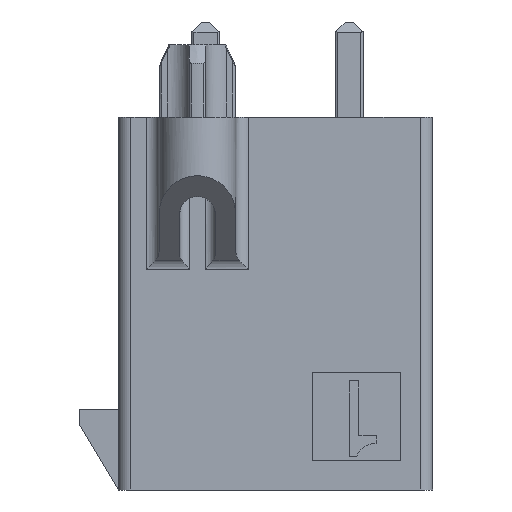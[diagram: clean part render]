
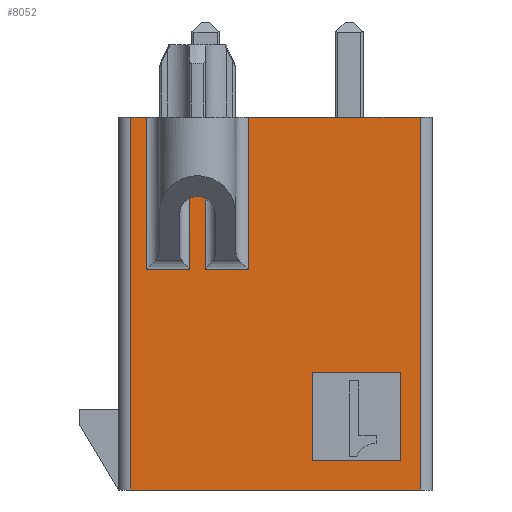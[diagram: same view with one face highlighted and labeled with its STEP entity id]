
A CAD part, left-side view. The second image highlights one B-rep face of the part: STEP entity #8052.
In plain terms, the highlighted planar face has unit normal (-1, 0, 0).
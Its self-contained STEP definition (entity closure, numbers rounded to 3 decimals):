
#22=DIRECTION('',(0.,1.,0.));
#23=VECTOR('',#22,11.484);
#24=CARTESIAN_POINT('',(-41.664,-2.419,-2.127));
#25=LINE('',#24,#23);
#169=DIRECTION('',(0.,0.,-1.));
#170=VECTOR('',#169,14.8);
#171=CARTESIAN_POINT('',(-41.664,-2.419,12.673));
#172=LINE('',#171,#170);
#177=DIRECTION('',(0.,1.,0.));
#178=VECTOR('',#177,0.605);
#179=CARTESIAN_POINT('',(-41.664,6.121,11.613));
#180=LINE('',#179,#178);
#181=DIRECTION('',(0.,0.,-1.));
#182=VECTOR('',#181,3.5);
#183=CARTESIAN_POINT('',(-41.664,-1.647,2.533));
#184=LINE('',#183,#182);
#185=DIRECTION('',(0.,-1.,0.));
#186=VECTOR('',#185,3.5);
#187=CARTESIAN_POINT('',(-41.664,1.853,2.533));
#188=LINE('',#187,#186);
#189=DIRECTION('',(0.,0.,1.));
#190=VECTOR('',#189,3.5);
#191=CARTESIAN_POINT('',(-41.664,1.853,
-0.967));
#192=LINE('',#191,#190);
#193=DIRECTION('',(0.,1.,0.));
#194=VECTOR('',#193,3.5);
#195=CARTESIAN_POINT('',(-41.664,-1.647,
-0.967));
#196=LINE('',#195,#194);
#213=DIRECTION('',(0.,0.,-1.));
#214=VECTOR('',#213,6.051);
#215=CARTESIAN_POINT('',(-41.664,8.449,12.673));
#216=LINE('',#215,#214);
#310=DIRECTION('',(0.,-1.,0.));
#311=VECTOR('',#310,6.818);
#312=CARTESIAN_POINT('',(-41.664,4.399,12.673));
#313=LINE('',#312,#311);
#373=DIRECTION('',(0.,-1.,0.));
#374=VECTOR('',#373,0.616);
#375=CARTESIAN_POINT('',(-41.664,9.065,12.673));
#376=LINE('',#375,#374);
#1334=DIRECTION('',(0.,0.,1.));
#1335=VECTOR('',#1334,6.051);
#1336=CARTESIAN_POINT('',(-41.664,4.399,6.622));
#1337=LINE('',#1336,#1335);
#1351=CARTESIAN_POINT('',(-41.664,4.399,6.622));
#1358=DIRECTION('',(0.,-1.,0.));
#1359=VECTOR('',#1358,1.722);
#1360=CARTESIAN_POINT('',(-41.664,6.121,6.622));
#1361=LINE('',#1360,#1359);
#1367=CARTESIAN_POINT('',(-41.664,6.121,6.622));
#1394=DIRECTION('',(0.,-1.,0.));
#1395=VECTOR('',#1394,1.722);
#1396=CARTESIAN_POINT('',(-41.664,8.449,6.622));
#1397=LINE('',#1396,#1395);
#1398=DIRECTION('',(0.,0.,1.));
#1399=VECTOR('',#1398,4.991);
#1400=CARTESIAN_POINT('',(-41.664,6.726,6.622));
#1401=LINE('',#1400,#1399);
#1473=DIRECTION('',(0.,0.,-1.));
#1474=VECTOR('',#1473,4.991);
#1475=CARTESIAN_POINT('',(-41.664,6.121,11.613));
#1476=LINE('',#1475,#1474);
#1968=DIRECTION('',(0.,0.,1.));
#1969=VECTOR('',#1968,14.8);
#1970=CARTESIAN_POINT('',(-41.664,9.065,-2.127));
#1971=LINE('',#1970,#1969);
#6153=CARTESIAN_POINT('',(-41.664,1.853,2.533));
#6155=VERTEX_POINT('',#6153);
#6158=CARTESIAN_POINT('',(-41.664,1.853,
-0.967));
#6159=VERTEX_POINT('',#6158);
#6160=CARTESIAN_POINT('',(-41.664,6.726,6.622));
#6161=CARTESIAN_POINT('',(-41.664,6.726,11.613));
#6162=VERTEX_POINT('',#6160);
#6163=VERTEX_POINT('',#6161);
#6243=CARTESIAN_POINT('',(-41.664,9.065,-2.127));
#6245=VERTEX_POINT('',#6243);
#6249=CARTESIAN_POINT('',(-41.664,9.065,12.673));
#6250=VERTEX_POINT('',#6249);
#6264=CARTESIAN_POINT('',(-41.664,-1.647,
-0.967));
#6266=VERTEX_POINT('',#6264);
#6269=CARTESIAN_POINT('',(-41.664,-1.647,2.533));
#6270=VERTEX_POINT('',#6269);
#6317=CARTESIAN_POINT('',(-41.664,8.449,6.622));
#6318=VERTEX_POINT('',#6317);
#6380=VERTEX_POINT('',#1367);
#6381=CARTESIAN_POINT('',(-41.664,6.121,11.613));
#6382=VERTEX_POINT('',#6381);
#6406=VERTEX_POINT('',#1351);
#6407=CARTESIAN_POINT('',(-41.664,-2.419,12.673));
#6409=VERTEX_POINT('',#6407);
#6413=CARTESIAN_POINT('',(-41.664,-2.419,-2.127));
#6414=VERTEX_POINT('',#6413);
#6441=CARTESIAN_POINT('',(-41.664,4.399,12.673));
#6442=VERTEX_POINT('',#6441);
#7160=CARTESIAN_POINT('',(-41.664,8.449,12.673));
#7161=VERTEX_POINT('',#7160);
#8013=CARTESIAN_POINT('',(-41.664,2.439,
-0.127));
#8014=DIRECTION('',(1.,0.,0.));
#8015=DIRECTION('',(0.,-1.,0.));
#8016=AXIS2_PLACEMENT_3D('',#8013,#8014,#8015);
#8017=PLANE('',#8016);
#8019=ORIENTED_EDGE('',*,*,#8018,.T.);
#8021=ORIENTED_EDGE('',*,*,#8020,.T.);
#8023=ORIENTED_EDGE('',*,*,#8022,.T.);
#8025=ORIENTED_EDGE('',*,*,#8024,.F.);
#8027=ORIENTED_EDGE('',*,*,#8026,.T.);
#8029=ORIENTED_EDGE('',*,*,#8028,.T.);
#8031=ORIENTED_EDGE('',*,*,#8030,.T.);
#8033=ORIENTED_EDGE('',*,*,#8032,.T.);
#8034=ORIENTED_EDGE('',*,*,#8004,.T.);
#8035=ORIENTED_EDGE('',*,*,#7787,.T.);
#8037=ORIENTED_EDGE('',*,*,#8036,.T.);
#8039=ORIENTED_EDGE('',*,*,#8038,.T.);
#8040=EDGE_LOOP('',(#8019,#8021,#8023,#8025,#8027,#8029,#8031,#8033,#8034,#8035,
#8037,#8039));
#8041=FACE_OUTER_BOUND('',#8040,.F.);
#8043=ORIENTED_EDGE('',*,*,#8042,.F.);
#8045=ORIENTED_EDGE('',*,*,#8044,.F.);
#8047=ORIENTED_EDGE('',*,*,#8046,.F.);
#8049=ORIENTED_EDGE('',*,*,#8048,.F.);
#8050=EDGE_LOOP('',(#8043,#8045,#8047,#8049));
#8051=FACE_BOUND('',#8050,.F.);
#8052=ADVANCED_FACE('',(#8041,#8051),#8017,.F.);
#7787=EDGE_CURVE('',#6414,#6245,#25,.T.);
#8004=EDGE_CURVE('',#6409,#6414,#172,.T.);
#8018=EDGE_CURVE('',#7161,#6318,#216,.T.);
#8020=EDGE_CURVE('',#6318,#6162,#1397,.T.);
#8022=EDGE_CURVE('',#6162,#6163,#1401,.T.);
#8024=EDGE_CURVE('',#6382,#6163,#180,.T.);
#8026=EDGE_CURVE('',#6382,#6380,#1476,.T.);
#8028=EDGE_CURVE('',#6380,#6406,#1361,.T.);
#8030=EDGE_CURVE('',#6406,#6442,#1337,.T.);
#8032=EDGE_CURVE('',#6442,#6409,#313,.T.);
#8036=EDGE_CURVE('',#6245,#6250,#1971,.T.);
#8038=EDGE_CURVE('',#6250,#7161,#376,.T.);
#8042=EDGE_CURVE('',#6270,#6266,#184,.T.);
#8044=EDGE_CURVE('',#6155,#6270,#188,.T.);
#8046=EDGE_CURVE('',#6159,#6155,#192,.T.);
#8048=EDGE_CURVE('',#6266,#6159,#196,.T.);
